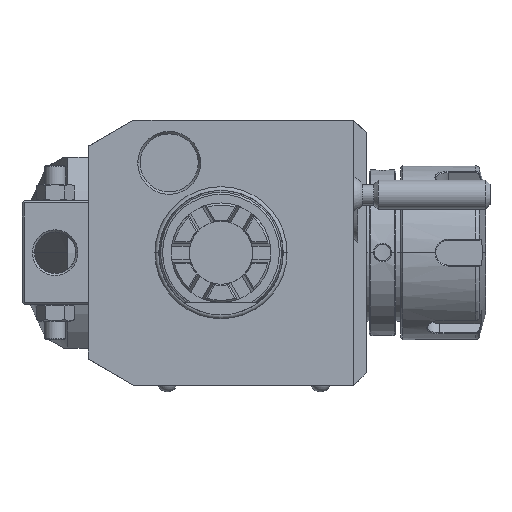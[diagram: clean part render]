
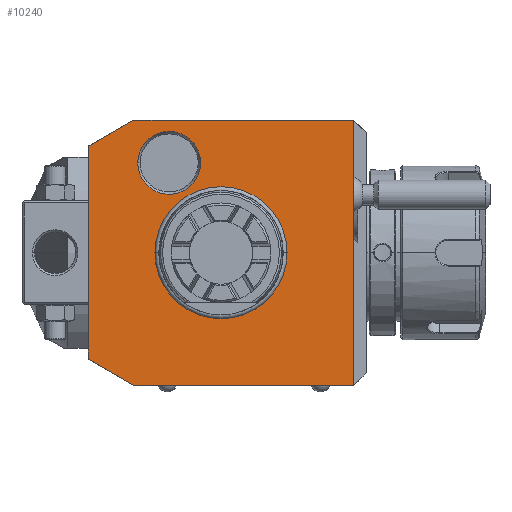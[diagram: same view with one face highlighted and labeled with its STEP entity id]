
A CAD part, front view. The second image highlights one B-rep face of the part: STEP entity #10240.
In plain terms, the highlighted planar face has unit normal (0, -1, 0).
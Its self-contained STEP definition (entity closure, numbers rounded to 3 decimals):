
#1=DIRECTION('',(-0.866,0.,-0.5));
#2=VECTOR('',#1,12.702);
#3=CARTESIAN_POINT('',(-21.,0.,32.));
#4=LINE('',#3,#2);
#5=DIRECTION('',(-1.,0.,0.));
#6=VECTOR('',#5,53.);
#7=CARTESIAN_POINT('',(32.,0.,32.));
#8=LINE('',#7,#6);
#9=DIRECTION('',(0.,0.,1.));
#10=VECTOR('',#9,64.);
#11=CARTESIAN_POINT('',(32.,0.,-32.));
#12=LINE('',#11,#10);
#13=DIRECTION('',(1.,0.,0.));
#14=VECTOR('',#13,53.);
#15=CARTESIAN_POINT('',(-21.,0.,-32.));
#16=LINE('',#15,#14);
#17=DIRECTION('',(0.866,0.,-0.5));
#18=VECTOR('',#17,12.702);
#19=CARTESIAN_POINT('',(-32.,0.,-25.649));
#20=LINE('',#19,#18);
#21=DIRECTION('',(0.,0.,-1.));
#22=VECTOR('',#21,51.298);
#23=CARTESIAN_POINT('',(-32.,0.,25.649));
#24=LINE('',#23,#22);
#25=CARTESIAN_POINT('',(-12.5,0.,21.651));
#26=DIRECTION('',(0.,1.,0.));
#27=DIRECTION('',(1.,0.,0.));
#28=AXIS2_PLACEMENT_3D('',#25,#26,#27);
#30=CARTESIAN_POINT('',(-12.5,0.,21.651));
#31=DIRECTION('',(0.,1.,0.));
#32=DIRECTION('',(-1.,0.,0.));
#33=AXIS2_PLACEMENT_3D('',#30,#31,#32);
#7369=CARTESIAN_POINT('',(0.,0.,0.));
#7370=DIRECTION('',(0.,-1.,0.));
#7371=DIRECTION('',(1.,0.,0.));
#7372=AXIS2_PLACEMENT_3D('',#7369,#7370,#7371);
#7374=CARTESIAN_POINT('',(0.,0.,0.));
#7375=DIRECTION('',(0.,-1.,0.));
#7376=DIRECTION('',(-1.,0.,0.));
#7377=AXIS2_PLACEMENT_3D('',#7374,#7375,#7376);
#9152=CARTESIAN_POINT('',(-4.923,0.,21.651));
#9153=CARTESIAN_POINT('',(-20.077,0.,21.651));
#9154=VERTEX_POINT('',#9152);
#9155=VERTEX_POINT('',#9153);
#9975=CARTESIAN_POINT('',(-21.,0.,32.));
#9976=CARTESIAN_POINT('',(-32.,0.,25.649));
#9977=VERTEX_POINT('',#9975);
#9978=VERTEX_POINT('',#9976);
#9979=CARTESIAN_POINT('',(-32.,0.,-25.649));
#9980=VERTEX_POINT('',#9979);
#9981=CARTESIAN_POINT('',(-21.,0.,-32.));
#9982=VERTEX_POINT('',#9981);
#9983=CARTESIAN_POINT('',(32.,0.,-32.));
#9984=VERTEX_POINT('',#9983);
#9985=CARTESIAN_POINT('',(32.,0.,32.));
#9986=VERTEX_POINT('',#9985);
#10063=CARTESIAN_POINT('',(15.783,0.,0.));
#10064=CARTESIAN_POINT('',(-15.783,0.,0.));
#10065=VERTEX_POINT('',#10063);
#10066=VERTEX_POINT('',#10064);
#10209=CARTESIAN_POINT('',(0.,0.,0.));
#10210=DIRECTION('',(0.,-1.,0.));
#10211=DIRECTION('',(-1.,0.,0.));
#10212=AXIS2_PLACEMENT_3D('',#10209,#10210,#10211);
#10213=PLANE('',#10212);
#10215=ORIENTED_EDGE('',*,*,#10214,.F.);
#10217=ORIENTED_EDGE('',*,*,#10216,.F.);
#10219=ORIENTED_EDGE('',*,*,#10218,.F.);
#10221=ORIENTED_EDGE('',*,*,#10220,.F.);
#10223=ORIENTED_EDGE('',*,*,#10222,.F.);
#10225=ORIENTED_EDGE('',*,*,#10224,.F.);
#10226=EDGE_LOOP('',(#10215,#10217,#10219,#10221,#10223,#10225));
#10227=FACE_OUTER_BOUND('',#10226,.F.);
#10229=ORIENTED_EDGE('',*,*,#10228,.T.);
#10231=ORIENTED_EDGE('',*,*,#10230,.T.);
#10232=EDGE_LOOP('',(#10229,#10231));
#10233=FACE_BOUND('',#10232,.F.);
#10235=ORIENTED_EDGE('',*,*,#10234,.F.);
#10237=ORIENTED_EDGE('',*,*,#10236,.F.);
#10238=EDGE_LOOP('',(#10235,#10237));
#10239=FACE_BOUND('',#10238,.F.);
#29=CIRCLE('',#28,7.577);
#34=CIRCLE('',#33,7.577);
#7373=CIRCLE('',#7372,15.783);
#7378=CIRCLE('',#7377,15.783);
#10214=EDGE_CURVE('',#9977,#9978,#4,.T.);
#10216=EDGE_CURVE('',#9986,#9977,#8,.T.);
#10218=EDGE_CURVE('',#9984,#9986,#12,.T.);
#10220=EDGE_CURVE('',#9982,#9984,#16,.T.);
#10222=EDGE_CURVE('',#9980,#9982,#20,.T.);
#10224=EDGE_CURVE('',#9978,#9980,#24,.T.);
#10228=EDGE_CURVE('',#10065,#10066,#7373,.T.);
#10230=EDGE_CURVE('',#10066,#10065,#7378,.T.);
#10234=EDGE_CURVE('',#9154,#9155,#29,.T.);
#10236=EDGE_CURVE('',#9155,#9154,#34,.T.);
#10240=ADVANCED_FACE('',(#10227,#10233,#10239),#10213,.T.);
